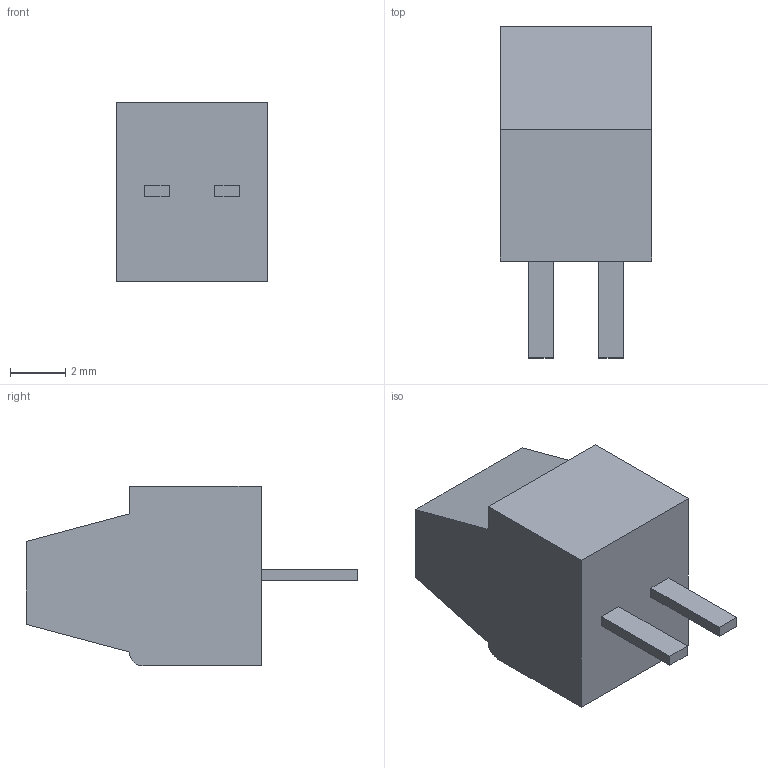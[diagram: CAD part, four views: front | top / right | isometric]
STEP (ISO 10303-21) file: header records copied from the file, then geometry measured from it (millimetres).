
FILE_DESCRIPTION (( 'STEP AP214' ), '1' );
FILE_NAME ('2P 2.54mm Terminal Block.STEP', '2023-10-24T02:02:20', ( '' ), ( '' ), 'SwSTEP 2.0', 'SolidWorks 2023', '' );
FILE_SCHEMA (( 'AUTOMOTIVE_DESIGN' ));
Length unit declared in the file: millimetre
Products named in the file (1): 2P 2.54mm Terminal Block
Bounding box: 5.48 x 12 x 6.5 mm (x, y, z)
Volume: 219.8 mm3; surface area: 338.1 mm2
Topology: 3 solids, 3 shells, 46 faces, 100 edges, 64 vertices
Faces by surface type: plane 41, cylinder 5
Entity records: 1271 total; most frequent: CARTESIAN_POINT 211, DIRECTION 204, ORIENTED_EDGE 200, EDGE_CURVE 100, VECTOR 90, LINE 90, VERTEX_POINT 64, AXIS2_PLACEMENT_3D 57
